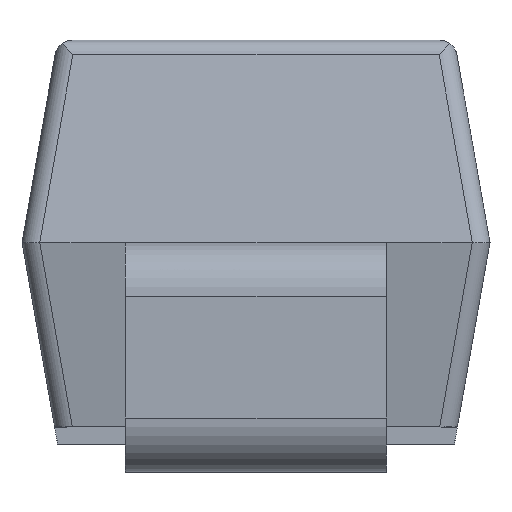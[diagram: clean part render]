
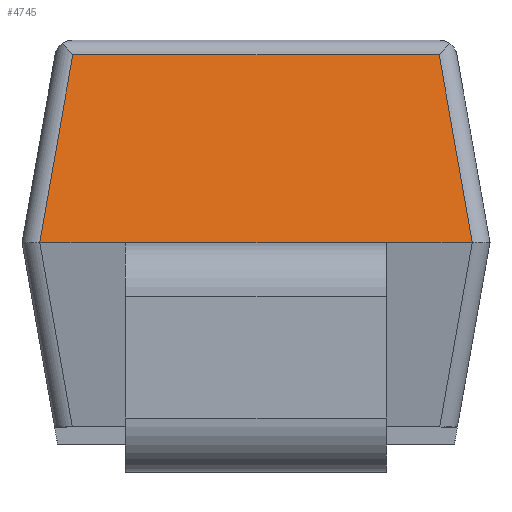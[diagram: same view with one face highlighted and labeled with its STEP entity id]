
A CAD part, left-side view. The second image highlights one B-rep face of the part: STEP entity #4745.
In plain terms, the highlighted planar face has unit normal (-0.985, 0, 0.174).
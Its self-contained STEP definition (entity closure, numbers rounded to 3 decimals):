
#82 = DIRECTION ( 'NONE',  ( -0.985, 0., 0.174 ) ) ;
#382 = AXIS2_PLACEMENT_3D ( 'NONE', #15016, #82, #20060 ) ;
#449 = VECTOR ( 'NONE', #3444, 1000. ) ;
#1661 = CARTESIAN_POINT ( 'NONE',  ( -2.127, -1.128, 0.415 ) ) ;
#1961 = LINE ( 'NONE', #14742, #449 ) ;
#2188 = VECTOR ( 'NONE', #4961, 1000. ) ;
#2557 = DIRECTION ( 'NONE',  ( 0., -1., 0. ) ) ;
#2627 = CARTESIAN_POINT ( 'NONE',  ( -2.016, -1.018, 1.042 ) ) ;
#3444 = DIRECTION ( 'NONE',  ( 0., -1., 0. ) ) ;
#3568 = VERTEX_POINT ( 'NONE', #19071 ) ;
#4110 = EDGE_CURVE ( 'NONE', #3568, #13577, #1961, .T. ) ;
#4165 = DIRECTION ( 'NONE',  ( -0.171, 0.171, -0.97 ) ) ;
#4745 = ADVANCED_FACE ( 'NONE', ( #8447 ), #9859, .T. ) ;
#4869 = LINE ( 'NONE', #1661, #16891 ) ;
#4961 = DIRECTION ( 'NONE',  ( 0., 1., 0. ) ) ;
#5006 = EDGE_CURVE ( 'NONE', #13577, #13201, #16162, .T. ) ;
#5375 = CARTESIAN_POINT ( 'NONE',  ( -2.2, 1.3, 0. ) ) ;
#5930 = CARTESIAN_POINT ( 'NONE',  ( -2.2, 1.202, 0. ) ) ;
#6897 = ORIENTED_EDGE ( 'NONE', *, *, #13954, .T. ) ;
#7158 = CARTESIAN_POINT ( 'NONE',  ( -2.016, 1.018, 1.042 ) ) ;
#7228 = CARTESIAN_POINT ( 'NONE',  ( -2.2, -0.725, 0. ) ) ;
#7509 = ORIENTED_EDGE ( 'NONE', *, *, #5006, .T. ) ;
#8447 = FACE_OUTER_BOUND ( 'NONE', #16541, .T. ) ;
#8925 = EDGE_CURVE ( 'NONE', #19380, #15013, #14532, .T. ) ;
#9234 = ORIENTED_EDGE ( 'NONE', *, *, #4110, .T. ) ;
#9859 = PLANE ( 'NONE',  #382 ) ;
#9938 = ORIENTED_EDGE ( 'NONE', *, *, #10282, .T. ) ;
#10282 = EDGE_CURVE ( 'NONE', #15013, #12486, #15777, .T. ) ;
#11702 = CARTESIAN_POINT ( 'NONE',  ( -2.2, -1.202, 0. ) ) ;
#12317 = CARTESIAN_POINT ( 'NONE',  ( -2.203, 1.204, -0.016 ) ) ;
#12411 = LINE ( 'NONE', #5375, #12756 ) ;
#12486 = VERTEX_POINT ( 'NONE', #5930 ) ;
#12756 = VECTOR ( 'NONE', #2557, 1000. ) ;
#12910 = CARTESIAN_POINT ( 'NONE',  ( -2.016, 1.102, 1.042 ) ) ;
#13201 = VERTEX_POINT ( 'NONE', #11702 ) ;
#13577 = VERTEX_POINT ( 'NONE', #7228 ) ;
#13954 = EDGE_CURVE ( 'NONE', #12486, #3568, #12411, .T. ) ;
#14532 = LINE ( 'NONE', #12910, #2188 ) ;
#14675 = DIRECTION ( 'NONE',  ( 0., -1., 0. ) ) ;
#14742 = CARTESIAN_POINT ( 'NONE',  ( -2.2, 1.3, 0. ) ) ;
#15013 = VERTEX_POINT ( 'NONE', #7158 ) ;
#15016 = CARTESIAN_POINT ( 'NONE',  ( -2.2, 1.3, 0. ) ) ;
#15777 = LINE ( 'NONE', #12317, #21075 ) ;
#16162 = LINE ( 'NONE', #17888, #17537 ) ;
#16541 = EDGE_LOOP ( 'NONE', ( #17960, #9938, #6897, #9234, #7509, #19857 ) ) ;
#16891 = VECTOR ( 'NONE', #20319, 1000. ) ;
#17537 = VECTOR ( 'NONE', #14675, 1000. ) ;
#17888 = CARTESIAN_POINT ( 'NONE',  ( -2.2, 1.3, 0. ) ) ;
#17960 = ORIENTED_EDGE ( 'NONE', *, *, #8925, .T. ) ;
#19071 = CARTESIAN_POINT ( 'NONE',  ( -2.2, 0.725, 0. ) ) ;
#19380 = VERTEX_POINT ( 'NONE', #2627 ) ;
#19857 = ORIENTED_EDGE ( 'NONE', *, *, #20893, .T. ) ;
#20060 = DIRECTION ( 'NONE',  ( 0.174, 0., 0.985 ) ) ;
#20319 = DIRECTION ( 'NONE',  ( 0.171, 0.171, 0.97 ) ) ;
#20893 = EDGE_CURVE ( 'NONE', #13201, #19380, #4869, .T. ) ;
#21075 = VECTOR ( 'NONE', #4165, 1000. ) ;
